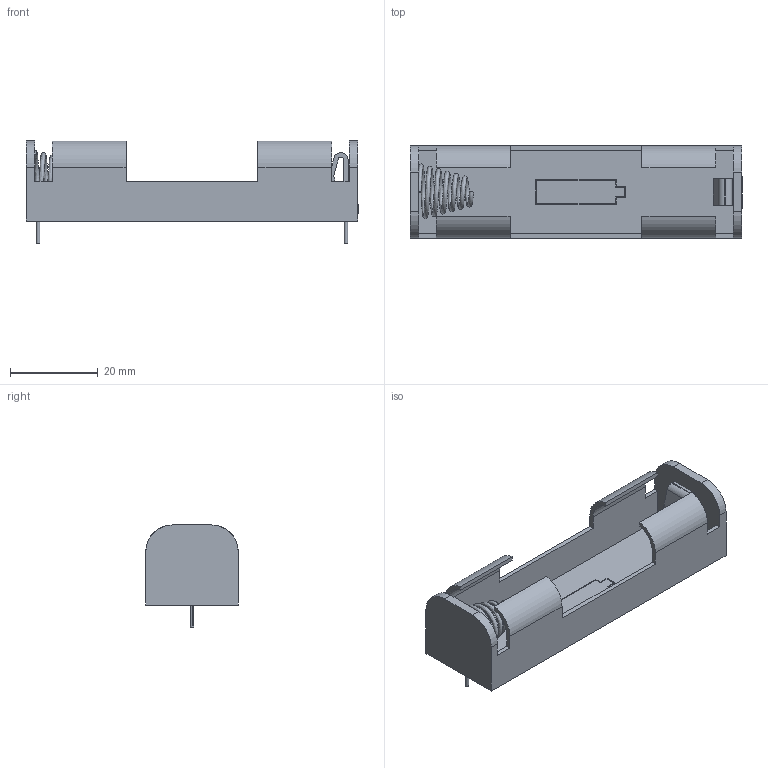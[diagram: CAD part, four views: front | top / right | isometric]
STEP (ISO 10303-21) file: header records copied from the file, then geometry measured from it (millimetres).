
FILE_DESCRIPTION (( 'STEP AP214' ), '1' );
FILE_NAME ('BAT-TH_BH-18650-A1AJ005.STEP', '2023-03-07T02:12:08', ( '' ), ( '' ), 'SwSTEP 2.0', 'SolidWorks 2020', '' );
FILE_SCHEMA (( 'AUTOMOTIVE_DESIGN' ));
Length unit declared in the file: millimetre
Products named in the file (1): BAT-TH_BH-18650-A1AJ005
Bounding box: 75.51 x 21 x 23.2 mm (x, y, z)
Volume: 5119.2 mm3; surface area: 9559.5 mm2
Topology: 1 solids, 1 shells, 311 faces, 852 edges, 568 vertices
Faces by surface type: plane 189, bspline 100, cylinder 22
Entity records: 17919 total; most frequent: CARTESIAN_POINT 7212, ORIENTED_EDGE 1704, DIRECTION 1120, EDGE_CURVE 852, LINE 600, VECTOR 600, VERTEX_POINT 568, EDGE_LOOP 336
